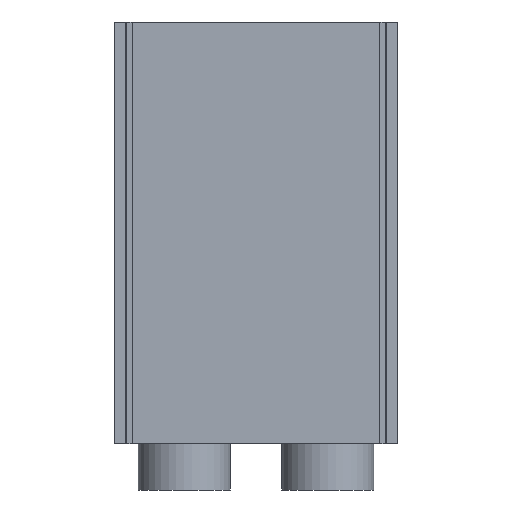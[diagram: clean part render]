
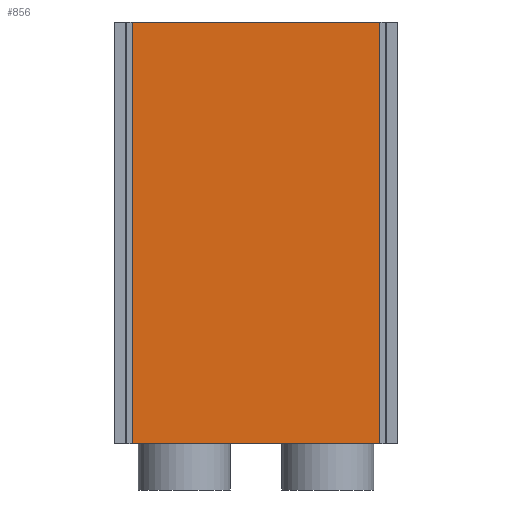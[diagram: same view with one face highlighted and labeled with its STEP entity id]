
A CAD part, front view. The second image highlights one B-rep face of the part: STEP entity #856.
In plain terms, the highlighted planar face has unit normal (0, -1, 0).
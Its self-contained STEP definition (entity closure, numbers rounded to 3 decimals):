
#22=DIRECTION('',(-1.,0.,0.));
#23=VECTOR('',#22,214.3);
#24=CARTESIAN_POINT('',(220.3,-10.,0.));
#25=LINE('',#24,#23);
#146=DIRECTION('',(1.,0.,0.));
#147=VECTOR('',#146,214.3);
#148=CARTESIAN_POINT('',(6.,-10.,365.4));
#149=LINE('',#148,#147);
#174=DIRECTION('',(0.,0.,1.));
#175=VECTOR('',#174,365.4);
#176=CARTESIAN_POINT('',(6.,-10.,0.));
#177=LINE('',#176,#175);
#178=DIRECTION('',(0.,0.,1.));
#179=VECTOR('',#178,365.4);
#180=CARTESIAN_POINT('',(220.3,-10.,0.));
#181=LINE('',#180,#179);
#554=CARTESIAN_POINT('',(220.3,-10.,0.));
#555=CARTESIAN_POINT('',(6.,-10.,0.));
#556=VERTEX_POINT('',#554);
#557=VERTEX_POINT('',#555);
#602=CARTESIAN_POINT('',(6.,-10.,365.4));
#603=CARTESIAN_POINT('',(220.3,-10.,365.4));
#604=VERTEX_POINT('',#602);
#605=VERTEX_POINT('',#603);
#844=CARTESIAN_POINT('',(220.3,-10.,0.));
#845=DIRECTION('',(0.,-1.,0.));
#846=DIRECTION('',(-1.,0.,0.));
#847=AXIS2_PLACEMENT_3D('',#844,#845,#846);
#848=PLANE('',#847);
#849=ORIENTED_EDGE('',*,*,#838,.T.);
#850=ORIENTED_EDGE('',*,*,#806,.T.);
#852=ORIENTED_EDGE('',*,*,#851,.F.);
#853=ORIENTED_EDGE('',*,*,#671,.T.);
#854=EDGE_LOOP('',(#849,#850,#852,#853));
#855=FACE_OUTER_BOUND('',#854,.F.);
#856=ADVANCED_FACE('',(#855),#848,.T.);
#671=EDGE_CURVE('',#556,#557,#25,.T.);
#806=EDGE_CURVE('',#604,#605,#149,.T.);
#838=EDGE_CURVE('',#557,#604,#177,.T.);
#851=EDGE_CURVE('',#556,#605,#181,.T.);
